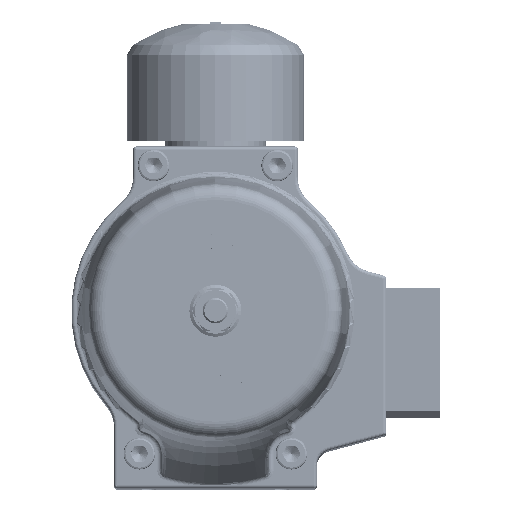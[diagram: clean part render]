
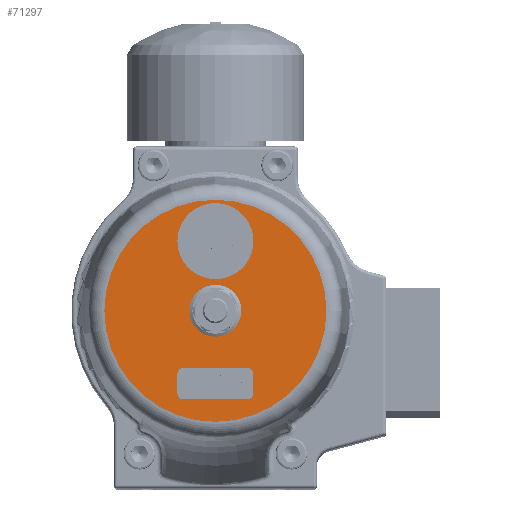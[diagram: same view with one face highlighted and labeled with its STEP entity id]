
A CAD part, top view. The second image highlights one B-rep face of the part: STEP entity #71297.
In plain terms, the highlighted planar face has unit normal (0, 0, 1).
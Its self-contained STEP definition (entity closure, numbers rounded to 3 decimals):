
#4941=LINE('',#112858,#8505);
#4942=LINE('',#112862,#8506);
#4943=LINE('',#112866,#8507);
#4944=LINE('',#112870,#8508);
#8505=VECTOR('',#87774,10.);
#8506=VECTOR('',#87777,10.);
#8507=VECTOR('',#87780,10.);
#8508=VECTOR('',#87783,10.);
#12986=FACE_BOUND('',#19097,.T.);
#12987=FACE_BOUND('',#19098,.T.);
#12988=FACE_BOUND('',#19099,.T.);
#14381=FACE_OUTER_BOUND('',#19096,.T.);
#19096=EDGE_LOOP('',(#48584));
#19097=EDGE_LOOP('',(#48585));
#19098=EDGE_LOOP('',(#48586,#48587,#48588,#48589,#48590,#48591,#48592,#48593));
#19099=EDGE_LOOP('',(#48594));
#23792=CIRCLE('',#76475,7.2);
#23798=CIRCLE('',#76490,35.052);
#23799=CIRCLE('',#76491,12.);
#23800=CIRCLE('',#76492,2.);
#23801=CIRCLE('',#76493,2.);
#23802=CIRCLE('',#76494,2.);
#23803=CIRCLE('',#76495,2.);
#29070=VERTEX_POINT('',#112826);
#29076=VERTEX_POINT('',#112852);
#29077=VERTEX_POINT('',#112854);
#29078=VERTEX_POINT('',#112856);
#29079=VERTEX_POINT('',#112857);
#29080=VERTEX_POINT('',#112859);
#29081=VERTEX_POINT('',#112861);
#29082=VERTEX_POINT('',#112863);
#29083=VERTEX_POINT('',#112865);
#29084=VERTEX_POINT('',#112867);
#29085=VERTEX_POINT('',#112869);
#36142=EDGE_CURVE('',#29070,#29070,#23792,.T.);
#36153=EDGE_CURVE('',#29076,#29076,#23798,.T.);
#36154=EDGE_CURVE('',#29077,#29077,#23799,.T.);
#36155=EDGE_CURVE('',#29078,#29079,#4941,.T.);
#36156=EDGE_CURVE('',#29079,#29080,#23800,.T.);
#36157=EDGE_CURVE('',#29080,#29081,#4942,.T.);
#36158=EDGE_CURVE('',#29081,#29082,#23801,.T.);
#36159=EDGE_CURVE('',#29082,#29083,#4943,.T.);
#36160=EDGE_CURVE('',#29083,#29084,#23802,.T.);
#36161=EDGE_CURVE('',#29084,#29085,#4944,.T.);
#36162=EDGE_CURVE('',#29085,#29078,#23803,.T.);
#48584=ORIENTED_EDGE('',*,*,#36153,.F.);
#48585=ORIENTED_EDGE('',*,*,#36154,.T.);
#48586=ORIENTED_EDGE('',*,*,#36155,.T.);
#48587=ORIENTED_EDGE('',*,*,#36156,.T.);
#48588=ORIENTED_EDGE('',*,*,#36157,.T.);
#48589=ORIENTED_EDGE('',*,*,#36158,.T.);
#48590=ORIENTED_EDGE('',*,*,#36159,.T.);
#48591=ORIENTED_EDGE('',*,*,#36160,.T.);
#48592=ORIENTED_EDGE('',*,*,#36161,.T.);
#48593=ORIENTED_EDGE('',*,*,#36162,.T.);
#48594=ORIENTED_EDGE('',*,*,#36142,.T.);
#65228=PLANE('',#76489);
#71297=ADVANCED_FACE('',(#14381,#12986,#12987,#12988),#65228,.T.);
#76475=AXIS2_PLACEMENT_3D('',#112827,#87735,#87736);
#76489=AXIS2_PLACEMENT_3D('',#112851,#87768,#87769);
#76490=AXIS2_PLACEMENT_3D('',#112853,#87770,#87771);
#76491=AXIS2_PLACEMENT_3D('',#112855,#87772,#87773);
#76492=AXIS2_PLACEMENT_3D('',#112860,#87775,#87776);
#76493=AXIS2_PLACEMENT_3D('',#112864,#87778,#87779);
#76494=AXIS2_PLACEMENT_3D('',#112868,#87781,#87782);
#76495=AXIS2_PLACEMENT_3D('',#112871,#87784,#87785);
#87735=DIRECTION('center_axis',(0.,0.,
-1.));
#87736=DIRECTION('ref_axis',(-1.,0.,0.));
#87768=DIRECTION('center_axis',(0.,0.,
1.));
#87769=DIRECTION('ref_axis',(1.,0.,0.));
#87770=DIRECTION('center_axis',(0.,0.,
-1.));
#87771=DIRECTION('ref_axis',(0.,1.,0.));
#87772=DIRECTION('center_axis',(0.,0.,
-1.));
#87773=DIRECTION('ref_axis',(-1.,0.,0.));
#87774=DIRECTION('',(0.,1.,0.));
#87775=DIRECTION('center_axis',(0.,0.,
-1.));
#87776=DIRECTION('ref_axis',(0.,-1.,0.));
#87777=DIRECTION('',(1.,0.,0.));
#87778=DIRECTION('center_axis',(0.,0.,
-1.));
#87779=DIRECTION('ref_axis',(-1.,0.,0.));
#87780=DIRECTION('',(0.,-1.,0.));
#87781=DIRECTION('center_axis',(0.,0.,
-1.));
#87782=DIRECTION('ref_axis',(0.,1.,0.));
#87783=DIRECTION('',(-1.,0.,0.));
#87784=DIRECTION('center_axis',(0.,0.,
-1.));
#87785=DIRECTION('ref_axis',(1.,0.,0.));
#112826=CARTESIAN_POINT('',(15.122,31.753,216.948));
#112827=CARTESIAN_POINT('Origin',(7.922,31.753,216.948));
#112851=CARTESIAN_POINT('Origin',(7.922,49.28,216.948));
#112852=CARTESIAN_POINT('',(7.922,66.806,216.948));
#112853=CARTESIAN_POINT('Origin',(7.922,31.753,216.948));
#112854=CARTESIAN_POINT('',(19.922,53.753,216.948));
#112855=CARTESIAN_POINT('Origin',(7.922,53.753,216.948));
#112856=CARTESIAN_POINT('',(-4.078,5.753,216.948));
#112857=CARTESIAN_POINT('',(-4.078,11.753,216.948));
#112858=CARTESIAN_POINT('',(-4.078,30.516,216.948));
#112859=CARTESIAN_POINT('',(-2.078,13.753,216.948));
#112860=CARTESIAN_POINT('Origin',(-2.078,11.753,216.948));
#112861=CARTESIAN_POINT('',(17.922,13.753,216.948));
#112862=CARTESIAN_POINT('',(12.922,13.753,216.948));
#112863=CARTESIAN_POINT('',(19.922,11.753,216.948));
#112864=CARTESIAN_POINT('Origin',(17.922,11.753,216.948));
#112865=CARTESIAN_POINT('',(19.922,5.753,216.948));
#112866=CARTESIAN_POINT('',(19.922,27.516,216.948));
#112867=CARTESIAN_POINT('',(17.922,3.753,216.948));
#112868=CARTESIAN_POINT('Origin',(17.922,5.753,216.948));
#112869=CARTESIAN_POINT('',(-2.078,3.753,216.948));
#112870=CARTESIAN_POINT('',(2.922,3.753,216.948));
#112871=CARTESIAN_POINT('Origin',(-2.078,5.753,216.948));
